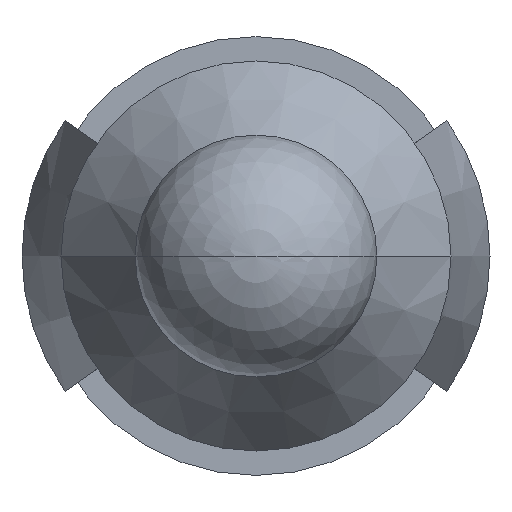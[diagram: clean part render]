
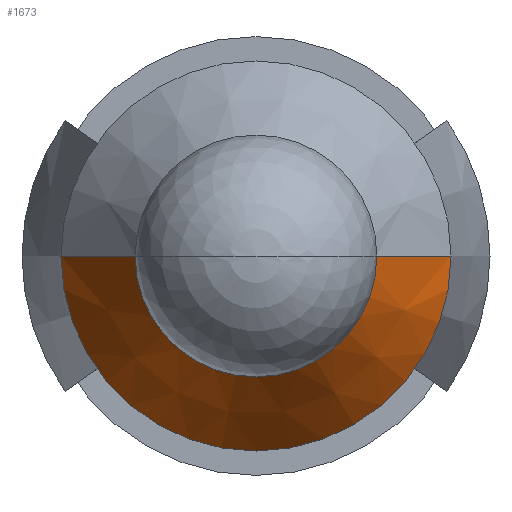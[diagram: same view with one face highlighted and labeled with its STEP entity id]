
A CAD part, front view. The second image highlights one B-rep face of the part: STEP entity #1673.
In plain terms, the highlighted conical face has half-angle 33 degrees and reference radius 1.62 mm.
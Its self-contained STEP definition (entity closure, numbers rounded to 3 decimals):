
#501=CARTESIAN_POINT('',(0.,14.77,0.));
#502=DIRECTION('',(0.,1.,0.));
#503=DIRECTION('',(1.,0.,0.));
#504=AXIS2_PLACEMENT_3D('',#501,#502,#503);
#506=DIRECTION('',(0.545,0.839,0.));
#507=VECTOR('',#506,1.395);
#508=CARTESIAN_POINT('',(1.24,13.6,0.));
#509=LINE('',#508,#507);
#510=DIRECTION('',(-0.545,0.839,0.));
#511=VECTOR('',#510,1.395);
#512=CARTESIAN_POINT('',(-1.24,13.6,0.));
#513=LINE('',#512,#511);
#514=CARTESIAN_POINT('',(0.,13.6,0.));
#515=DIRECTION('',(0.,1.,0.));
#516=DIRECTION('',(1.,0.,0.));
#517=AXIS2_PLACEMENT_3D('',#514,#515,#516);
#933=CARTESIAN_POINT('',(2.,14.77,0.));
#935=VERTEX_POINT('',#933);
#937=CARTESIAN_POINT('',(-2.,14.77,0.));
#939=VERTEX_POINT('',#937);
#941=CARTESIAN_POINT('',(1.24,13.6,0.));
#942=VERTEX_POINT('',#941);
#943=CARTESIAN_POINT('',(-1.24,13.6,0.));
#944=VERTEX_POINT('',#943);
#1659=CARTESIAN_POINT('',(0.,14.185,0.));
#1660=DIRECTION('',(0.,1.,0.));
#1661=DIRECTION('',(1.,0.,0.));
#1662=AXIS2_PLACEMENT_3D('',#1659,#1660,#1661);
#1663=CONICAL_SURFACE('',#1662,1.62,33.);
#1665=ORIENTED_EDGE('',*,*,#1664,.T.);
#1666=ORIENTED_EDGE('',*,*,#1654,.T.);
#1668=ORIENTED_EDGE('',*,*,#1667,.F.);
#1670=ORIENTED_EDGE('',*,*,#1669,.F.);
#1671=EDGE_LOOP('',(#1665,#1666,#1668,#1670));
#1672=FACE_OUTER_BOUND('',#1671,.F.);
#505=CIRCLE('',#504,2.);
#518=CIRCLE('',#517,1.24);
#1654=EDGE_CURVE('',#935,#939,#505,.T.);
#1664=EDGE_CURVE('',#942,#935,#509,.T.);
#1667=EDGE_CURVE('',#944,#939,#513,.T.);
#1669=EDGE_CURVE('',#942,#944,#518,.T.);
#1673=ADVANCED_FACE('',(#1672),#1663,.T.);
